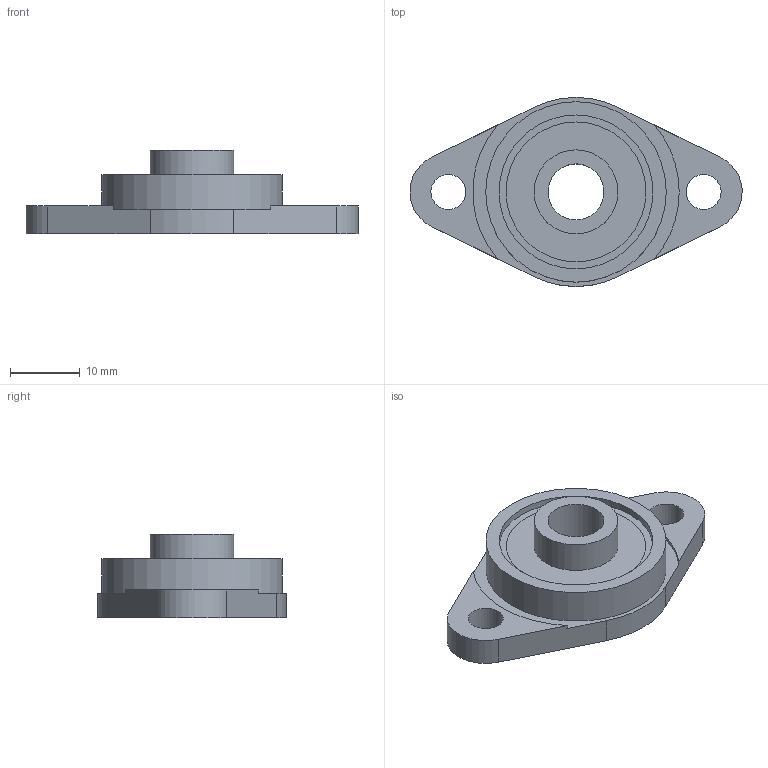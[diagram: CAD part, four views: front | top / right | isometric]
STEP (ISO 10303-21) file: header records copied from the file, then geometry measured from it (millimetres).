
FILE_DESCRIPTION(('FreeCAD Model'),'2;1');
FILE_NAME('8mm bearing with pillow block and flange.stp','2015-03-21T14:30:38',('FreeCAD'),('FreeCAD'), 'Open CASCADE STEP processor 6.6','FreeCAD','Unknown');
FILE_SCHEMA(('AUTOMOTIVE_DESIGN_CC2 { 1 2 10303 214 -1 1 5 4 }'));
Length unit declared in the file: metre
Products named in the file (1): 8mm_bearing_with_pillow_block_and_flange
Bounding box: 47.46 x 27.03 x 12 mm (x, y, z)
Volume: 4724.2 mm3; surface area: 4945.5 mm2
Topology: 3 solids, 3 shells, 41 faces, 93 edges, 62 vertices
Faces by surface type: cylinder 21, plane 20
Full cylindrical faces by diameter (mm): 5 x2, 8 x1, 12 x2, 19.998 x1, 20 x1, 22 x2, 25.8 x1
Entity records: 2522 total; most frequent: CARTESIAN_POINT 609, DIRECTION 354, ORIENTED_EDGE 186, PCURVE 186, DEFINITIONAL_REPRESENTATION 186, LINE 179, VECTOR 179, EDGE_CURVE 93
